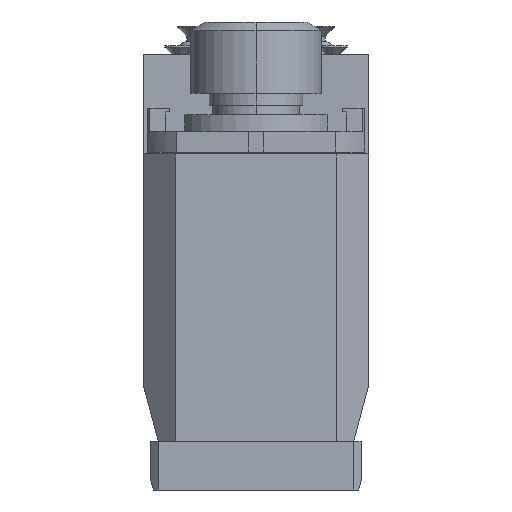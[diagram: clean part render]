
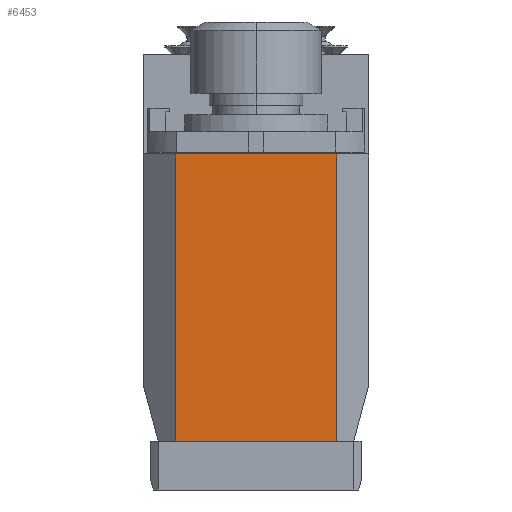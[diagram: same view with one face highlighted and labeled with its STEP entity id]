
A CAD part, left-side view. The second image highlights one B-rep face of the part: STEP entity #6453.
In plain terms, the highlighted planar face has unit normal (-1, 0, 0).
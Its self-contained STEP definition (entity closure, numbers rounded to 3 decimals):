
#1107=DIRECTION('',(0.,0.,1.));
#1108=VECTOR('',#1107,76.5);
#1109=CARTESIAN_POINT('',(-112.5,21.5,-70.5));
#1110=LINE('',#1109,#1108);
#1111=DIRECTION('',(0.,1.,0.));
#1112=VECTOR('',#1111,43.);
#1113=CARTESIAN_POINT('',(-112.5,-21.5,6.));
#1114=LINE('',#1113,#1112);
#1115=DIRECTION('',(0.,0.,1.));
#1116=VECTOR('',#1115,76.5);
#1117=CARTESIAN_POINT('',(-112.5,-21.5,-70.5));
#1118=LINE('',#1117,#1116);
#1119=DIRECTION('',(0.,-1.,0.));
#1120=VECTOR('',#1119,43.);
#1121=CARTESIAN_POINT('',(-112.5,21.5,-70.5));
#1122=LINE('',#1121,#1120);
#4536=CARTESIAN_POINT('',(-112.5,-21.5,-70.5));
#4537=CARTESIAN_POINT('',(-112.5,-21.5,6.));
#4538=VERTEX_POINT('',#4536);
#4539=VERTEX_POINT('',#4537);
#4542=CARTESIAN_POINT('',(-112.5,21.5,-70.5));
#4543=CARTESIAN_POINT('',(-112.5,21.5,6.));
#4544=VERTEX_POINT('',#4542);
#4545=VERTEX_POINT('',#4543);
#6442=CARTESIAN_POINT('',(-112.5,0.,0.));
#6443=DIRECTION('',(-1.,0.,0.));
#6444=DIRECTION('',(0.,0.,1.));
#6445=AXIS2_PLACEMENT_3D('',#6442,#6443,#6444);
#6446=PLANE('',#6445);
#6447=ORIENTED_EDGE('',*,*,#5721,.T.);
#6448=ORIENTED_EDGE('',*,*,#5739,.F.);
#6449=ORIENTED_EDGE('',*,*,#6255,.F.);
#6450=ORIENTED_EDGE('',*,*,#5705,.F.);
#6451=EDGE_LOOP('',(#6447,#6448,#6449,#6450));
#6452=FACE_OUTER_BOUND('',#6451,.F.);
#6453=ADVANCED_FACE('',(#6452),#6446,.T.);
#5705=EDGE_CURVE('',#4544,#4538,#1122,.T.);
#5721=EDGE_CURVE('',#4544,#4545,#1110,.T.);
#5739=EDGE_CURVE('',#4539,#4545,#1114,.T.);
#6255=EDGE_CURVE('',#4538,#4539,#1118,.T.);
